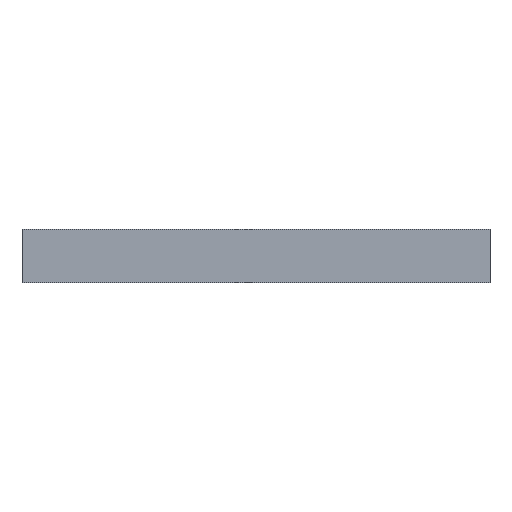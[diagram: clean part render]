
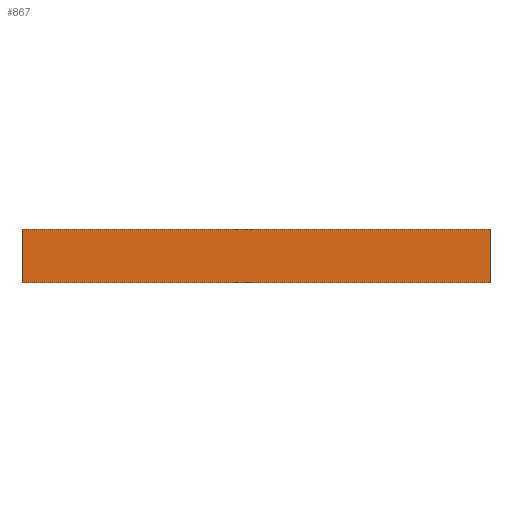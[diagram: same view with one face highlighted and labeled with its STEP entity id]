
A CAD part, front view. The second image highlights one B-rep face of the part: STEP entity #867.
In plain terms, the highlighted planar face has unit normal (0, -1, 0).
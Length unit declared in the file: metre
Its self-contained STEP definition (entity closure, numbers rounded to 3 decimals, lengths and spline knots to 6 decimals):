
#114=ORIENTED_EDGE('',*,*,#347,.T.);
#115=ORIENTED_EDGE('',*,*,#348,.F.);
#116=ORIENTED_EDGE('',*,*,#349,.F.);
#117=ORIENTED_EDGE('',*,*,#345,.T.);
#345=EDGE_CURVE('',#457,#456,#544,.T.);
#347=EDGE_CURVE('',#456,#458,#546,.T.);
#348=EDGE_CURVE('',#459,#458,#547,.T.);
#349=EDGE_CURVE('',#457,#459,#548,.T.);
#456=VERTEX_POINT('',#1311);
#457=VERTEX_POINT('',#1313);
#458=VERTEX_POINT('',#1317);
#459=VERTEX_POINT('',#1319);
#544=LINE('',#1312,#654);
#546=LINE('',#1316,#656);
#547=LINE('',#1318,#657);
#548=LINE('',#1320,#658);
#654=VECTOR('',#1058,1.);
#656=VECTOR('',#1062,1.);
#657=VECTOR('',#1063,1.);
#658=VECTOR('',#1064,1.);
#725=EDGE_LOOP('',(#114,#115,#116,#117));
#778=FACE_BOUND('',#725,.T.);
#826=PLANE('',#927);
#867=ADVANCED_FACE('',(#778),#826,.T.);
#927=AXIS2_PLACEMENT_3D('',#1315,#1060,#1061);
#1058=DIRECTION('',(0.,0.,-1.));
#1060=DIRECTION('',(0.,-1.,0.));
#1061=DIRECTION('',(1.,0.,0.));
#1062=DIRECTION('',(1.,0.,0.));
#1063=DIRECTION('',(0.,0.,-1.));
#1064=DIRECTION('',(1.,0.,0.));
#1311=CARTESIAN_POINT('',(-0.088,-0.0885,-0.3));
#1312=CARTESIAN_POINT('',(-0.088,-0.0885,-0.285));
#1313=CARTESIAN_POINT('',(-0.088,-0.0885,-0.285));
#1315=CARTESIAN_POINT('',(-0.02225,-0.0885,-0.285));
#1316=CARTESIAN_POINT('',(-0.02225,-0.0885,-0.3));
#1317=CARTESIAN_POINT('',(0.0435,-0.0885,-0.3));
#1318=CARTESIAN_POINT('',(0.0435,-0.0885,-0.285));
#1319=CARTESIAN_POINT('',(0.0435,-0.0885,-0.285));
#1320=CARTESIAN_POINT('',(-0.02225,-0.0885,-0.285));
